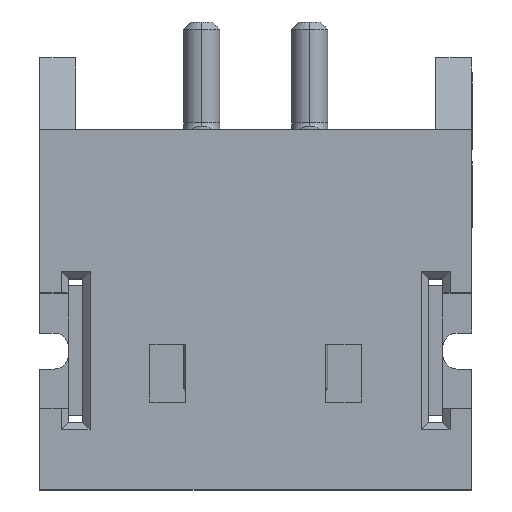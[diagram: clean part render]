
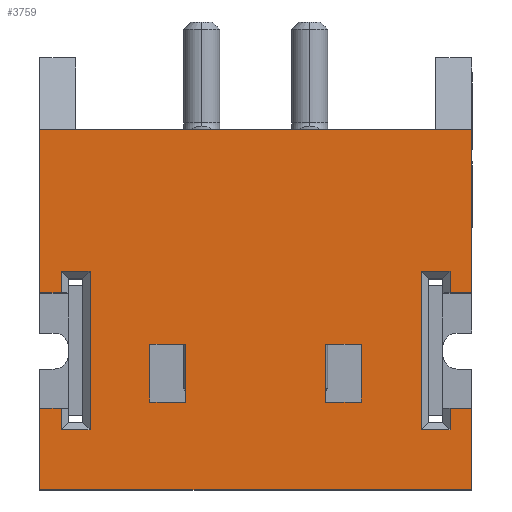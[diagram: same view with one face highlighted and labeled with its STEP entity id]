
A CAD part, top view. The second image highlights one B-rep face of the part: STEP entity #3759.
In plain terms, the highlighted planar face has unit normal (0, 0, 1).
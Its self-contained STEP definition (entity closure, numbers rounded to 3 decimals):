
#2325 = EDGE_CURVE('',#2326,#2328,#2330,.T.);
#2326 = VERTEX_POINT('',#2327);
#2327 = CARTESIAN_POINT('',(2.995,-1.253,3.8
    ));
#2328 = VERTEX_POINT('',#2329);
#2329 = CARTESIAN_POINT('',(2.995,1.017,3.8)
  );
#2330 = LINE('',#2331,#2332);
#2331 = CARTESIAN_POINT('',(2.995,-3.983,3.8
    ));
#2332 = VECTOR('',#2333,1.);
#2333 = DIRECTION('',(0.,1.,0.));
#3661 = VERTEX_POINT('',#3662);
#3662 = CARTESIAN_POINT('',(-3.005,1.017,3.8
    ));
#3668 = EDGE_CURVE('',#3661,#2328,#3669,.T.);
#3669 = LINE('',#3670,#3671);
#3670 = CARTESIAN_POINT('',(-0.005,1.017,
    3.8));
#3671 = VECTOR('',#3672,1.);
#3672 = DIRECTION('',(1.,0.,0.));
#3683 = EDGE_CURVE('',#3684,#3686,#3688,.T.);
#3684 = VERTEX_POINT('',#3685);
#3685 = CARTESIAN_POINT('',(-3.005,-2.853,
    3.8));
#3686 = VERTEX_POINT('',#3687);
#3687 = CARTESIAN_POINT('',(-3.005,-3.983,
    3.8));
#3688 = LINE('',#3689,#3690);
#3689 = CARTESIAN_POINT('',(-3.005,-3.983,
    3.8));
#3690 = VECTOR('',#3691,1.);
#3691 = DIRECTION('',(0.,-1.,0.));
#3734 = VERTEX_POINT('',#3735);
#3735 = CARTESIAN_POINT('',(2.995,-2.853,3.8
    ));
#3741 = EDGE_CURVE('',#3742,#3734,#3744,.T.);
#3742 = VERTEX_POINT('',#3743);
#3743 = CARTESIAN_POINT('',(2.995,-3.983,3.8
    ));
#3744 = LINE('',#3745,#3746);
#3745 = CARTESIAN_POINT('',(2.995,-3.983,3.8
    ));
#3746 = VECTOR('',#3747,1.);
#3747 = DIRECTION('',(0.,1.,0.));
#3759 = ADVANCED_FACE('',(#3760,#3888,#3922),#3956,.T.);
#3760 = FACE_BOUND('',#3761,.T.);
#3761 = EDGE_LOOP('',(#3762,#3772,#3780,#3786,#3787,#3788,#3796,#3804,
    #3812,#3820,#3828,#3836,#3844,#3850,#3851,#3857,#3858,#3866,#3874,
    #3882));
#3762 = ORIENTED_EDGE('',*,*,#3763,.T.);
#3763 = EDGE_CURVE('',#3764,#3766,#3768,.T.);
#3764 = VERTEX_POINT('',#3765);
#3765 = CARTESIAN_POINT('',(2.295,-0.953,3.8
    ));
#3766 = VERTEX_POINT('',#3767);
#3767 = CARTESIAN_POINT('',(2.695,-0.953,3.8
    ));
#3768 = LINE('',#3769,#3770);
#3769 = CARTESIAN_POINT('',(2.595,-0.953,3.8
    ));
#3770 = VECTOR('',#3771,1.);
#3771 = DIRECTION('',(1.,0.,0.));
#3772 = ORIENTED_EDGE('',*,*,#3773,.T.);
#3773 = EDGE_CURVE('',#3766,#3774,#3776,.T.);
#3774 = VERTEX_POINT('',#3775);
#3775 = CARTESIAN_POINT('',(2.695,-1.253,3.8
    ));
#3776 = LINE('',#3777,#3778);
#3777 = CARTESIAN_POINT('',(2.695,-0.983,3.8
    ));
#3778 = VECTOR('',#3779,1.);
#3779 = DIRECTION('',(0.,-1.,0.));
#3780 = ORIENTED_EDGE('',*,*,#3781,.T.);
#3781 = EDGE_CURVE('',#3774,#2326,#3782,.T.);
#3782 = LINE('',#3783,#3784);
#3783 = CARTESIAN_POINT('',(2.995,-1.253,3.8
    ));
#3784 = VECTOR('',#3785,1.);
#3785 = DIRECTION('',(1.,0.,0.));
#3786 = ORIENTED_EDGE('',*,*,#2325,.T.);
#3787 = ORIENTED_EDGE('',*,*,#3668,.F.);
#3788 = ORIENTED_EDGE('',*,*,#3789,.T.);
#3789 = EDGE_CURVE('',#3661,#3790,#3792,.T.);
#3790 = VERTEX_POINT('',#3791);
#3791 = CARTESIAN_POINT('',(-3.005,-1.253,
    3.8));
#3792 = LINE('',#3793,#3794);
#3793 = CARTESIAN_POINT('',(-3.005,-3.983,
    3.8));
#3794 = VECTOR('',#3795,1.);
#3795 = DIRECTION('',(0.,-1.,0.));
#3796 = ORIENTED_EDGE('',*,*,#3797,.T.);
#3797 = EDGE_CURVE('',#3790,#3798,#3800,.T.);
#3798 = VERTEX_POINT('',#3799);
#3799 = CARTESIAN_POINT('',(-2.705,-1.253,
    3.8));
#3800 = LINE('',#3801,#3802);
#3801 = CARTESIAN_POINT('',(-3.005,-1.253,
    3.8));
#3802 = VECTOR('',#3803,1.);
#3803 = DIRECTION('',(1.,0.,0.));
#3804 = ORIENTED_EDGE('',*,*,#3805,.T.);
#3805 = EDGE_CURVE('',#3798,#3806,#3808,.T.);
#3806 = VERTEX_POINT('',#3807);
#3807 = CARTESIAN_POINT('',(-2.705,-0.953,
    3.8));
#3808 = LINE('',#3809,#3810);
#3809 = CARTESIAN_POINT('',(-2.705,-0.983,
    3.8));
#3810 = VECTOR('',#3811,1.);
#3811 = DIRECTION('',(0.,1.,0.));
#3812 = ORIENTED_EDGE('',*,*,#3813,.T.);
#3813 = EDGE_CURVE('',#3806,#3814,#3816,.T.);
#3814 = VERTEX_POINT('',#3815);
#3815 = CARTESIAN_POINT('',(-2.305,-0.953,
    3.8));
#3816 = LINE('',#3817,#3818);
#3817 = CARTESIAN_POINT('',(-0.005,-0.953,
    3.8));
#3818 = VECTOR('',#3819,1.);
#3819 = DIRECTION('',(1.,0.,0.));
#3820 = ORIENTED_EDGE('',*,*,#3821,.T.);
#3821 = EDGE_CURVE('',#3814,#3822,#3824,.T.);
#3822 = VERTEX_POINT('',#3823);
#3823 = CARTESIAN_POINT('',(-2.305,-3.153,
    3.8));
#3824 = LINE('',#3825,#3826);
#3825 = CARTESIAN_POINT('',(-2.305,-0.983,
    3.8));
#3826 = VECTOR('',#3827,1.);
#3827 = DIRECTION('',(0.,-1.,0.));
#3828 = ORIENTED_EDGE('',*,*,#3829,.T.);
#3829 = EDGE_CURVE('',#3822,#3830,#3832,.T.);
#3830 = VERTEX_POINT('',#3831);
#3831 = CARTESIAN_POINT('',(-2.705,-3.153,
    3.8));
#3832 = LINE('',#3833,#3834);
#3833 = CARTESIAN_POINT('',(-0.005,-3.153,
    3.8));
#3834 = VECTOR('',#3835,1.);
#3835 = DIRECTION('',(-1.,0.,0.));
#3836 = ORIENTED_EDGE('',*,*,#3837,.T.);
#3837 = EDGE_CURVE('',#3830,#3838,#3840,.T.);
#3838 = VERTEX_POINT('',#3839);
#3839 = CARTESIAN_POINT('',(-2.705,-2.853,
    3.8));
#3840 = LINE('',#3841,#3842);
#3841 = CARTESIAN_POINT('',(-2.705,-0.983,
    3.8));
#3842 = VECTOR('',#3843,1.);
#3843 = DIRECTION('',(0.,1.,0.));
#3844 = ORIENTED_EDGE('',*,*,#3845,.T.);
#3845 = EDGE_CURVE('',#3838,#3684,#3846,.T.);
#3846 = LINE('',#3847,#3848);
#3847 = CARTESIAN_POINT('',(-3.005,-2.853,
    3.8));
#3848 = VECTOR('',#3849,1.);
#3849 = DIRECTION('',(-1.,0.,0.));
#3850 = ORIENTED_EDGE('',*,*,#3683,.T.);
#3851 = ORIENTED_EDGE('',*,*,#3852,.T.);
#3852 = EDGE_CURVE('',#3686,#3742,#3853,.T.);
#3853 = LINE('',#3854,#3855);
#3854 = CARTESIAN_POINT('',(2.995,-3.983,3.8
    ));
#3855 = VECTOR('',#3856,1.);
#3856 = DIRECTION('',(1.,0.,0.));
#3857 = ORIENTED_EDGE('',*,*,#3741,.T.);
#3858 = ORIENTED_EDGE('',*,*,#3859,.T.);
#3859 = EDGE_CURVE('',#3734,#3860,#3862,.T.);
#3860 = VERTEX_POINT('',#3861);
#3861 = CARTESIAN_POINT('',(2.695,-2.853,3.8
    ));
#3862 = LINE('',#3863,#3864);
#3863 = CARTESIAN_POINT('',(2.995,-2.853,3.8
    ));
#3864 = VECTOR('',#3865,1.);
#3865 = DIRECTION('',(-1.,0.,0.));
#3866 = ORIENTED_EDGE('',*,*,#3867,.T.);
#3867 = EDGE_CURVE('',#3860,#3868,#3870,.T.);
#3868 = VERTEX_POINT('',#3869);
#3869 = CARTESIAN_POINT('',(2.695,-3.153,3.8
    ));
#3870 = LINE('',#3871,#3872);
#3871 = CARTESIAN_POINT('',(2.695,-0.983,3.8
    ));
#3872 = VECTOR('',#3873,1.);
#3873 = DIRECTION('',(0.,-1.,0.));
#3874 = ORIENTED_EDGE('',*,*,#3875,.T.);
#3875 = EDGE_CURVE('',#3868,#3876,#3878,.T.);
#3876 = VERTEX_POINT('',#3877);
#3877 = CARTESIAN_POINT('',(2.295,-3.153,3.8
    ));
#3878 = LINE('',#3879,#3880);
#3879 = CARTESIAN_POINT('',(2.395,-3.153,3.8
    ));
#3880 = VECTOR('',#3881,1.);
#3881 = DIRECTION('',(-1.,0.,0.));
#3882 = ORIENTED_EDGE('',*,*,#3883,.T.);
#3883 = EDGE_CURVE('',#3876,#3764,#3884,.T.);
#3884 = LINE('',#3885,#3886);
#3885 = CARTESIAN_POINT('',(2.295,-0.983,3.8
    ));
#3886 = VECTOR('',#3887,1.);
#3887 = DIRECTION('',(0.,1.,0.));
#3888 = FACE_BOUND('',#3889,.T.);
#3889 = EDGE_LOOP('',(#3890,#3900,#3908,#3916));
#3890 = ORIENTED_EDGE('',*,*,#3891,.F.);
#3891 = EDGE_CURVE('',#3892,#3894,#3896,.T.);
#3892 = VERTEX_POINT('',#3893);
#3893 = CARTESIAN_POINT('',(1.465,-2.768,3.8
    ));
#3894 = VERTEX_POINT('',#3895);
#3895 = CARTESIAN_POINT('',(1.465,-1.968,3.8
    ));
#3896 = LINE('',#3897,#3898);
#3897 = CARTESIAN_POINT('',(1.465,-1.968,3.8
    ));
#3898 = VECTOR('',#3899,1.);
#3899 = DIRECTION('',(0.,1.,0.));
#3900 = ORIENTED_EDGE('',*,*,#3901,.F.);
#3901 = EDGE_CURVE('',#3902,#3892,#3904,.T.);
#3902 = VERTEX_POINT('',#3903);
#3903 = CARTESIAN_POINT('',(0.965,-2.768,3.8
    ));
#3904 = LINE('',#3905,#3906);
#3905 = CARTESIAN_POINT('',(1.465,-2.768,3.8
    ));
#3906 = VECTOR('',#3907,1.);
#3907 = DIRECTION('',(1.,0.,0.));
#3908 = ORIENTED_EDGE('',*,*,#3909,.F.);
#3909 = EDGE_CURVE('',#3910,#3902,#3912,.T.);
#3910 = VERTEX_POINT('',#3911);
#3911 = CARTESIAN_POINT('',(0.965,-1.968,3.8
    ));
#3912 = LINE('',#3913,#3914);
#3913 = CARTESIAN_POINT('',(0.965,-1.968,3.8
    ));
#3914 = VECTOR('',#3915,1.);
#3915 = DIRECTION('',(0.,-1.,0.));
#3916 = ORIENTED_EDGE('',*,*,#3917,.F.);
#3917 = EDGE_CURVE('',#3894,#3910,#3918,.T.);
#3918 = LINE('',#3919,#3920);
#3919 = CARTESIAN_POINT('',(1.465,-1.968,3.8
    ));
#3920 = VECTOR('',#3921,1.);
#3921 = DIRECTION('',(-1.,0.,0.));
#3922 = FACE_BOUND('',#3923,.T.);
#3923 = EDGE_LOOP('',(#3924,#3934,#3942,#3950));
#3924 = ORIENTED_EDGE('',*,*,#3925,.F.);
#3925 = EDGE_CURVE('',#3926,#3928,#3930,.T.);
#3926 = VERTEX_POINT('',#3927);
#3927 = CARTESIAN_POINT('',(-1.475,-1.968,
    3.8));
#3928 = VERTEX_POINT('',#3929);
#3929 = CARTESIAN_POINT('',(-1.475,-2.768,
    3.8));
#3930 = LINE('',#3931,#3932);
#3931 = CARTESIAN_POINT('',(-1.475,-1.968,
    3.8));
#3932 = VECTOR('',#3933,1.);
#3933 = DIRECTION('',(0.,-1.,0.));
#3934 = ORIENTED_EDGE('',*,*,#3935,.F.);
#3935 = EDGE_CURVE('',#3936,#3926,#3938,.T.);
#3936 = VERTEX_POINT('',#3937);
#3937 = CARTESIAN_POINT('',(-0.975,-1.968,
    3.8));
#3938 = LINE('',#3939,#3940);
#3939 = CARTESIAN_POINT('',(-1.475,-1.968,
    3.8));
#3940 = VECTOR('',#3941,1.);
#3941 = DIRECTION('',(-1.,0.,0.));
#3942 = ORIENTED_EDGE('',*,*,#3943,.F.);
#3943 = EDGE_CURVE('',#3944,#3936,#3946,.T.);
#3944 = VERTEX_POINT('',#3945);
#3945 = CARTESIAN_POINT('',(-0.975,-2.768,
    3.8));
#3946 = LINE('',#3947,#3948);
#3947 = CARTESIAN_POINT('',(-0.975,-1.968,
    3.8));
#3948 = VECTOR('',#3949,1.);
#3949 = DIRECTION('',(0.,1.,0.));
#3950 = ORIENTED_EDGE('',*,*,#3951,.F.);
#3951 = EDGE_CURVE('',#3928,#3944,#3952,.T.);
#3952 = LINE('',#3953,#3954);
#3953 = CARTESIAN_POINT('',(-1.475,-2.768,
    3.8));
#3954 = VECTOR('',#3955,1.);
#3955 = DIRECTION('',(1.,0.,0.));
#3956 = PLANE('',#3957);
#3957 = AXIS2_PLACEMENT_3D('',#3958,#3959,#3960);
#3958 = CARTESIAN_POINT('',(-0.005,-0.983,
    3.8));
#3959 = DIRECTION('',(0.,0.,1.));
#3960 = DIRECTION('',(-1.,0.,0.));
